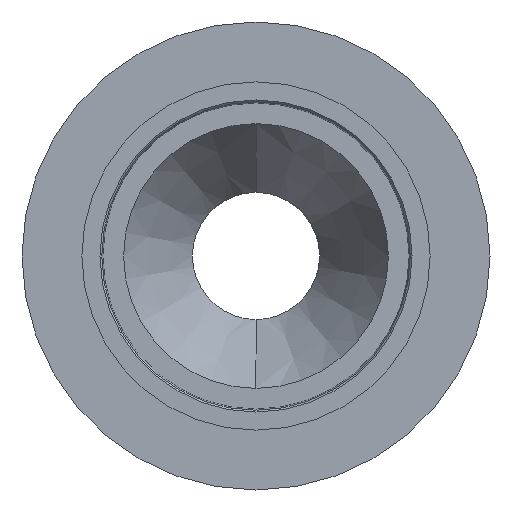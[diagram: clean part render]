
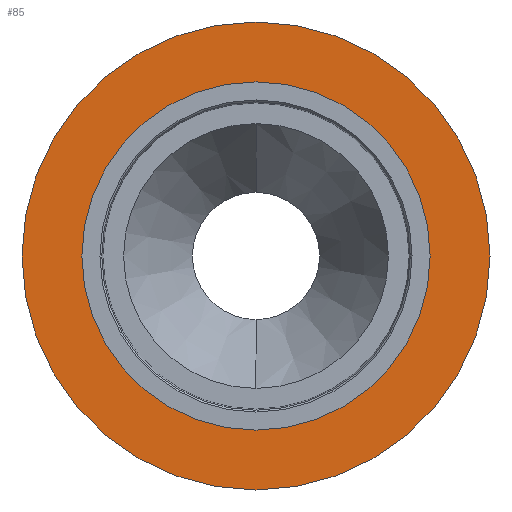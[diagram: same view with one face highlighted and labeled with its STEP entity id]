
A CAD part, left-side view. The second image highlights one B-rep face of the part: STEP entity #85.
In plain terms, the highlighted planar face has unit normal (-1, 0, 0).
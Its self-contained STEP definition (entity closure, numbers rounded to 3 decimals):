
#8 = DIRECTION ( 'NONE',  ( -1., 0., 0. ) ) ;
#10 = DIRECTION ( 'NONE',  ( 0., 0., -1. ) ) ;
#22 = FACE_BOUND ( 'NONE', #735, .T. ) ;
#25 = CARTESIAN_POINT ( 'NONE',  ( 2.7, 0., -64.5 ) ) ;
#40 = EDGE_CURVE ( 'NONE', #72, #707, #529, .T. ) ;
#51 = AXIS2_PLACEMENT_3D ( 'NONE', #221, #8, #1090 ) ;
#63 = CARTESIAN_POINT ( 'NONE',  ( 2.7, 0., 48. ) ) ;
#72 = VERTEX_POINT ( 'NONE', #555 ) ;
#85 = ADVANCED_FACE ( 'NONE', ( #22, #560 ), #1096, .F. ) ;
#106 = DIRECTION ( 'NONE',  ( -1., 0., 0. ) ) ;
#126 = AXIS2_PLACEMENT_3D ( 'NONE', #459, #772, #203 ) ;
#169 = AXIS2_PLACEMENT_3D ( 'NONE', #431, #106, #748 ) ;
#203 = DIRECTION ( 'NONE',  ( 0., 0., 1. ) ) ;
#221 = CARTESIAN_POINT ( 'NONE',  ( 2.7, 0., 0. ) ) ;
#236 = VERTEX_POINT ( 'NONE', #63 ) ;
#246 = DIRECTION ( 'NONE',  ( 1., 0., 0. ) ) ;
#274 = ORIENTED_EDGE ( 'NONE', *, *, #40, .T. ) ;
#375 = CIRCLE ( 'NONE', #126, 48. ) ;
#388 = DIRECTION ( 'NONE',  ( -1., 0., 0. ) ) ;
#401 = CIRCLE ( 'NONE', #169, 64.5 ) ;
#407 = ORIENTED_EDGE ( 'NONE', *, *, #1195, .F. ) ;
#431 = CARTESIAN_POINT ( 'NONE',  ( 2.7, 0., 0. ) ) ;
#447 = AXIS2_PLACEMENT_3D ( 'NONE', #1211, #246, #10 ) ;
#459 = CARTESIAN_POINT ( 'NONE',  ( 2.7, 0., 0. ) ) ;
#460 = VERTEX_POINT ( 'NONE', #1003 ) ;
#509 = AXIS2_PLACEMENT_3D ( 'NONE', #1337, #388, #569 ) ;
#529 = CIRCLE ( 'NONE', #509, 64.5 ) ;
#555 = CARTESIAN_POINT ( 'NONE',  ( 2.7, 0., 64.5 ) ) ;
#560 = FACE_OUTER_BOUND ( 'NONE', #984, .T. ) ;
#562 = CIRCLE ( 'NONE', #51, 48. ) ;
#569 = DIRECTION ( 'NONE',  ( 0., 0., 1. ) ) ;
#649 = EDGE_CURVE ( 'NONE', #707, #72, #401, .T. ) ;
#707 = VERTEX_POINT ( 'NONE', #25 ) ;
#712 = EDGE_CURVE ( 'NONE', #236, #460, #375, .T. ) ;
#735 = EDGE_LOOP ( 'NONE', ( #935, #407 ) ) ;
#748 = DIRECTION ( 'NONE',  ( 0., 0., 1. ) ) ;
#772 = DIRECTION ( 'NONE',  ( -1., 0., 0. ) ) ;
#935 = ORIENTED_EDGE ( 'NONE', *, *, #712, .F. ) ;
#984 = EDGE_LOOP ( 'NONE', ( #274, #1028 ) ) ;
#1003 = CARTESIAN_POINT ( 'NONE',  ( 2.7, 0., -48. ) ) ;
#1028 = ORIENTED_EDGE ( 'NONE', *, *, #649, .T. ) ;
#1090 = DIRECTION ( 'NONE',  ( 0., 0., 1. ) ) ;
#1096 = PLANE ( 'NONE',  #447 ) ;
#1195 = EDGE_CURVE ( 'NONE', #460, #236, #562, .T. ) ;
#1211 = CARTESIAN_POINT ( 'NONE',  ( 2.7, 48., 0. ) ) ;
#1337 = CARTESIAN_POINT ( 'NONE',  ( 2.7, 0., 0. ) ) ;
